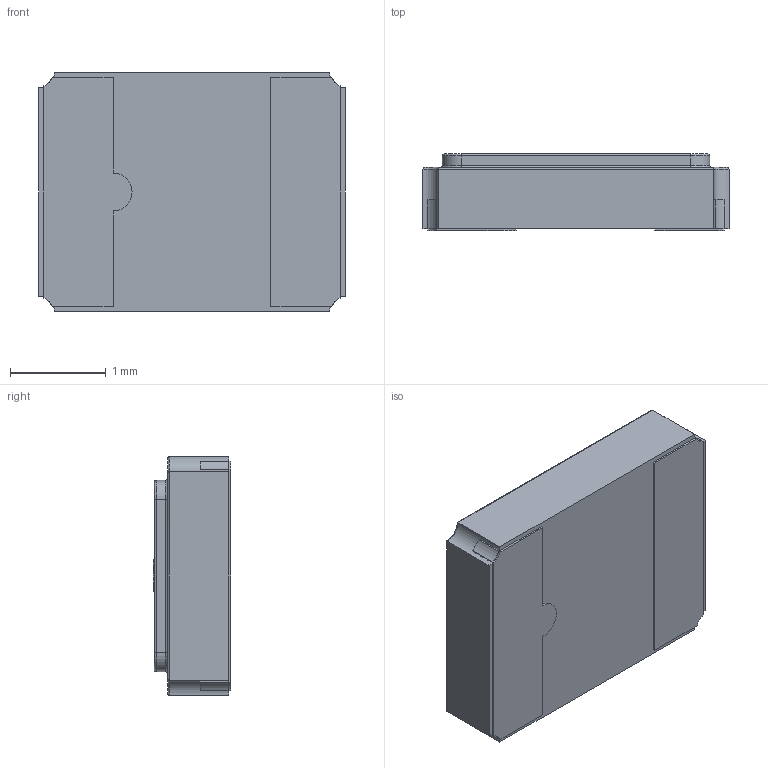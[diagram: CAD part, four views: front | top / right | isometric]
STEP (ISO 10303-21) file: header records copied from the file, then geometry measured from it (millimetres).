
FILE_DESCRIPTION (( 'STEP AP214' ), '1' );
FILE_NAME ('666A6C5C-88F9-4315-B2AC-C91E3872A7CA.STEP', '2024-11-27T06:12:35', ( '' ), ( '' ), 'SwSTEP 2.0', 'SolidWorks 2022', '' );
FILE_SCHEMA (( 'AUTOMOTIVE_DESIGN' ));
Length unit declared in the file: millimetre
Products named in the file (1): 666A6C5C-88F9-4315-B2AC-C91E3872A7CA
Bounding box: 3.2 x 0.81 x 2.5 mm (x, y, z)
Volume: 5.9 mm3; surface area: 31.8 mm2
Topology: 7 solids, 7 shells, 180 faces, 450 edges, 292 vertices
Faces by surface type: plane 86, bspline 49, cylinder 33, torus 12
Entity records: 9650 total; most frequent: CARTESIAN_POINT 3924, ORIENTED_EDGE 900, DIRECTION 678, EDGE_CURVE 450, VERTEX_POINT 292, VECTOR 274, LINE 274, AXIS2_PLACEMENT_3D 202
